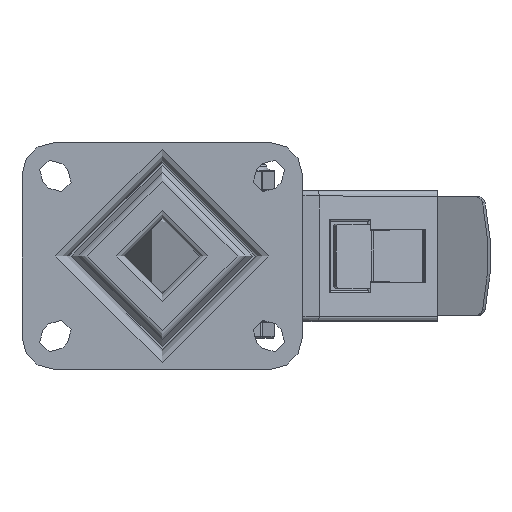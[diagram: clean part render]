
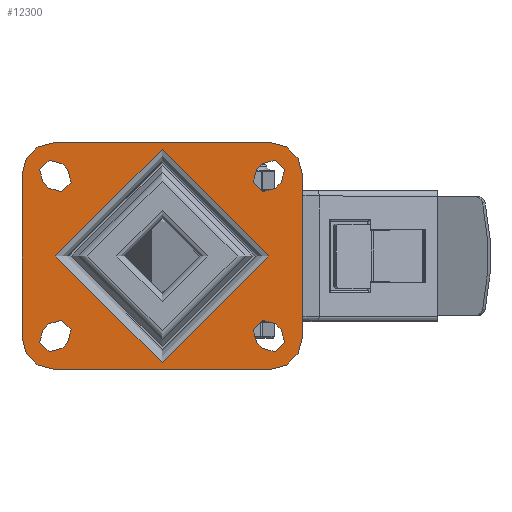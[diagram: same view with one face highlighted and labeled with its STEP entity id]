
A CAD part, top view. The second image highlights one B-rep face of the part: STEP entity #12300.
In plain terms, the highlighted planar face has unit normal (0, 0, 1).
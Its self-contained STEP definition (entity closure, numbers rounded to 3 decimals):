
#545=FACE_BOUND('',#1882,.T.);
#546=FACE_BOUND('',#1883,.T.);
#547=FACE_BOUND('',#1884,.T.);
#548=FACE_BOUND('',#1885,.T.);
#549=FACE_BOUND('',#1886,.T.);
#708=PLANE('',#13345);
#1173=FACE_OUTER_BOUND('',#1881,.T.);
#1881=EDGE_LOOP('',(#9215,#9216,#9217,#9218,#9219,#9220,#9221,#9222));
#1882=EDGE_LOOP('',(#9223));
#1883=EDGE_LOOP('',(#9224,#9225,#9226,#9227));
#1884=EDGE_LOOP('',(#9228,#9229,#9230,#9231));
#1885=EDGE_LOOP('',(#9232,#9233,#9234,#9235));
#1886=EDGE_LOOP('',(#9236,#9237,#9238,#9239));
#2853=LINE('',#18756,#4008);
#2854=LINE('',#18757,#4009);
#2855=LINE('',#18758,#4010);
#2856=LINE('',#18759,#4011);
#2857=LINE('',#18760,#4012);
#2858=LINE('',#18761,#4013);
#2859=LINE('',#18762,#4014);
#2860=LINE('',#18763,#4015);
#2861=LINE('',#18764,#4016);
#2862=LINE('',#18765,#4017);
#2863=LINE('',#18766,#4018);
#2864=LINE('',#18767,#4019);
#4008=VECTOR('',#15208,1000.);
#4009=VECTOR('',#15209,1000.);
#4010=VECTOR('',#15210,1000.);
#4011=VECTOR('',#15211,1000.);
#4012=VECTOR('',#15212,1000.);
#4013=VECTOR('',#15213,1000.);
#4014=VECTOR('',#15214,1000.);
#4015=VECTOR('',#15215,1000.);
#4016=VECTOR('',#15216,1000.);
#4017=VECTOR('',#15217,1000.);
#4018=VECTOR('',#15218,1000.);
#4019=VECTOR('',#15219,1000.);
#4786=CIRCLE('',#13041,5.);
#4789=CIRCLE('',#13045,5.);
#4790=CIRCLE('',#13047,5.);
#4793=CIRCLE('',#13051,5.);
#4794=CIRCLE('',#13053,5.);
#4797=CIRCLE('',#13057,5.);
#4798=CIRCLE('',#13059,5.);
#4801=CIRCLE('',#13063,5.);
#4803=CIRCLE('',#13066,12.);
#4805=CIRCLE('',#13069,12.);
#4807=CIRCLE('',#13072,12.);
#4809=CIRCLE('',#13075,12.);
#4818=CIRCLE('',#13089,40.);
#5235=VERTEX_POINT('',#17724);
#5236=VERTEX_POINT('',#17725);
#5241=VERTEX_POINT('',#17736);
#5242=VERTEX_POINT('',#17738);
#5243=VERTEX_POINT('',#17742);
#5244=VERTEX_POINT('',#17743);
#5249=VERTEX_POINT('',#17754);
#5250=VERTEX_POINT('',#17756);
#5251=VERTEX_POINT('',#17760);
#5252=VERTEX_POINT('',#17761);
#5257=VERTEX_POINT('',#17772);
#5258=VERTEX_POINT('',#17774);
#5259=VERTEX_POINT('',#17778);
#5260=VERTEX_POINT('',#17779);
#5265=VERTEX_POINT('',#17790);
#5266=VERTEX_POINT('',#17792);
#5269=VERTEX_POINT('',#17799);
#5270=VERTEX_POINT('',#17801);
#5273=VERTEX_POINT('',#17808);
#5274=VERTEX_POINT('',#17810);
#5277=VERTEX_POINT('',#17817);
#5278=VERTEX_POINT('',#17819);
#5281=VERTEX_POINT('',#17826);
#5282=VERTEX_POINT('',#17828);
#5289=VERTEX_POINT('',#17852);
#6410=EDGE_CURVE('',#5235,#5236,#4786,.T.);
#6416=EDGE_CURVE('',#5241,#5242,#4789,.T.);
#6418=EDGE_CURVE('',#5243,#5244,#4790,.T.);
#6424=EDGE_CURVE('',#5249,#5250,#4793,.T.);
#6426=EDGE_CURVE('',#5251,#5252,#4794,.T.);
#6432=EDGE_CURVE('',#5257,#5258,#4797,.T.);
#6434=EDGE_CURVE('',#5259,#5260,#4798,.T.);
#6440=EDGE_CURVE('',#5265,#5266,#4801,.T.);
#6444=EDGE_CURVE('',#5269,#5270,#4803,.T.);
#6448=EDGE_CURVE('',#5273,#5274,#4805,.T.);
#6452=EDGE_CURVE('',#5277,#5278,#4807,.T.);
#6456=EDGE_CURVE('',#5281,#5282,#4809,.T.);
#6468=EDGE_CURVE('',#5289,#5289,#4818,.T.);
#6924=EDGE_CURVE('',#5278,#5281,#2853,.T.);
#6925=EDGE_CURVE('',#5274,#5277,#2854,.T.);
#6926=EDGE_CURVE('',#5270,#5273,#2855,.T.);
#6927=EDGE_CURVE('',#5282,#5269,#2856,.T.);
#6928=EDGE_CURVE('',#5260,#5265,#2857,.T.);
#6929=EDGE_CURVE('',#5266,#5259,#2858,.T.);
#6930=EDGE_CURVE('',#5252,#5257,#2859,.T.);
#6931=EDGE_CURVE('',#5258,#5251,#2860,.T.);
#6932=EDGE_CURVE('',#5244,#5249,#2861,.T.);
#6933=EDGE_CURVE('',#5250,#5243,#2862,.T.);
#6934=EDGE_CURVE('',#5236,#5241,#2863,.T.);
#6935=EDGE_CURVE('',#5242,#5235,#2864,.T.);
#9215=ORIENTED_EDGE('',*,*,#6456,.F.);
#9216=ORIENTED_EDGE('',*,*,#6924,.F.);
#9217=ORIENTED_EDGE('',*,*,#6452,.F.);
#9218=ORIENTED_EDGE('',*,*,#6925,.F.);
#9219=ORIENTED_EDGE('',*,*,#6448,.F.);
#9220=ORIENTED_EDGE('',*,*,#6926,.F.);
#9221=ORIENTED_EDGE('',*,*,#6444,.F.);
#9222=ORIENTED_EDGE('',*,*,#6927,.F.);
#9223=ORIENTED_EDGE('',*,*,#6468,.F.);
#9224=ORIENTED_EDGE('',*,*,#6440,.F.);
#9225=ORIENTED_EDGE('',*,*,#6928,.F.);
#9226=ORIENTED_EDGE('',*,*,#6434,.F.);
#9227=ORIENTED_EDGE('',*,*,#6929,.F.);
#9228=ORIENTED_EDGE('',*,*,#6432,.F.);
#9229=ORIENTED_EDGE('',*,*,#6930,.F.);
#9230=ORIENTED_EDGE('',*,*,#6426,.F.);
#9231=ORIENTED_EDGE('',*,*,#6931,.F.);
#9232=ORIENTED_EDGE('',*,*,#6424,.F.);
#9233=ORIENTED_EDGE('',*,*,#6932,.F.);
#9234=ORIENTED_EDGE('',*,*,#6418,.F.);
#9235=ORIENTED_EDGE('',*,*,#6933,.F.);
#9236=ORIENTED_EDGE('',*,*,#6416,.F.);
#9237=ORIENTED_EDGE('',*,*,#6934,.F.);
#9238=ORIENTED_EDGE('',*,*,#6410,.F.);
#9239=ORIENTED_EDGE('',*,*,#6935,.F.);
#12300=ADVANCED_FACE('',(#1173,#545,#546,#547,#548,#549),#708,.T.);
#13041=AXIS2_PLACEMENT_3D('',#17726,#14221,#14222);
#13045=AXIS2_PLACEMENT_3D('',#17739,#14232,#14233);
#13047=AXIS2_PLACEMENT_3D('',#17744,#14237,#14238);
#13051=AXIS2_PLACEMENT_3D('',#17757,#14248,#14249);
#13053=AXIS2_PLACEMENT_3D('',#17762,#14253,#14254);
#13057=AXIS2_PLACEMENT_3D('',#17775,#14264,#14265);
#13059=AXIS2_PLACEMENT_3D('',#17780,#14269,#14270);
#13063=AXIS2_PLACEMENT_3D('',#17793,#14280,#14281);
#13066=AXIS2_PLACEMENT_3D('',#17802,#14288,#14289);
#13069=AXIS2_PLACEMENT_3D('',#17811,#14296,#14297);
#13072=AXIS2_PLACEMENT_3D('',#17820,#14304,#14305);
#13075=AXIS2_PLACEMENT_3D('',#17829,#14312,#14313);
#13089=AXIS2_PLACEMENT_3D('',#17853,#14343,#14344);
#13345=AXIS2_PLACEMENT_3D('',#18755,#15206,#15207);
#14221=DIRECTION('center_axis',(0.,0.,1.));
#14222=DIRECTION('ref_axis',(-1.,0.,0.));
#14232=DIRECTION('center_axis',(0.,0.,1.));
#14233=DIRECTION('ref_axis',(-1.,0.,0.));
#14237=DIRECTION('center_axis',(0.,0.,1.));
#14238=DIRECTION('ref_axis',(-1.,0.,0.));
#14248=DIRECTION('center_axis',(0.,0.,1.));
#14249=DIRECTION('ref_axis',(-1.,0.,0.));
#14253=DIRECTION('center_axis',(0.,0.,1.));
#14254=DIRECTION('ref_axis',(1.,0.,0.));
#14264=DIRECTION('center_axis',(0.,0.,1.));
#14265=DIRECTION('ref_axis',(1.,0.,0.));
#14269=DIRECTION('center_axis',(0.,0.,1.));
#14270=DIRECTION('ref_axis',(1.,0.,0.));
#14280=DIRECTION('center_axis',(0.,0.,1.));
#14281=DIRECTION('ref_axis',(1.,0.,0.));
#14288=DIRECTION('center_axis',(0.,0.,-1.));
#14289=DIRECTION('ref_axis',(-0.707,0.707,0.));
#14296=DIRECTION('center_axis',(0.,0.,-1.));
#14297=DIRECTION('ref_axis',(0.707,0.707,0.));
#14304=DIRECTION('center_axis',(0.,0.,-1.));
#14305=DIRECTION('ref_axis',(0.707,-0.707,0.));
#14312=DIRECTION('center_axis',(0.,0.,-1.));
#14313=DIRECTION('ref_axis',(-0.707,-0.707,0.));
#14343=DIRECTION('center_axis',(0.,0.,1.));
#14344=DIRECTION('ref_axis',(1.,0.,0.));
#15206=DIRECTION('center_axis',(0.,0.,1.));
#15207=DIRECTION('ref_axis',(1.,0.,0.));
#15208=DIRECTION('',(-1.,0.,0.));
#15209=DIRECTION('',(0.,-1.,0.));
#15210=DIRECTION('',(1.,0.,0.));
#15211=DIRECTION('',(0.,1.,0.));
#15212=DIRECTION('',(0.707,-0.707,0.));
#15213=DIRECTION('',(-0.707,0.707,0.));
#15214=DIRECTION('',(0.707,0.707,0.));
#15215=DIRECTION('',(-0.707,-0.707,0.));
#15216=DIRECTION('',(-0.707,-0.707,0.));
#15217=DIRECTION('',(0.707,0.707,0.));
#15218=DIRECTION('',(-0.707,0.707,0.));
#15219=DIRECTION('',(0.707,-0.707,0.));
#17724=CARTESIAN_POINT('',(37.525,-34.596,2.5));
#17725=CARTESIAN_POINT('',(44.596,-27.525,2.5));
#17726=CARTESIAN_POINT('Origin',(41.061,-31.061,2.5));
#17736=CARTESIAN_POINT('',(42.475,-25.404,2.5));
#17738=CARTESIAN_POINT('',(35.404,-32.475,2.5));
#17739=CARTESIAN_POINT('Origin',(38.939,-28.939,2.5));
#17742=CARTESIAN_POINT('',(44.596,27.525,2.5));
#17743=CARTESIAN_POINT('',(37.525,34.596,2.5));
#17744=CARTESIAN_POINT('Origin',(41.061,31.061,2.5));
#17754=CARTESIAN_POINT('',(35.404,32.475,2.5));
#17756=CARTESIAN_POINT('',(42.475,25.404,2.5));
#17757=CARTESIAN_POINT('Origin',(38.939,28.939,2.5));
#17760=CARTESIAN_POINT('',(-44.596,-27.525,2.5));
#17761=CARTESIAN_POINT('',(-37.525,-34.596,2.5));
#17762=CARTESIAN_POINT('Origin',(-41.061,-31.061,2.5));
#17772=CARTESIAN_POINT('',(-35.404,-32.475,2.5));
#17774=CARTESIAN_POINT('',(-42.475,-25.404,2.5));
#17775=CARTESIAN_POINT('Origin',(-38.939,-28.939,2.5));
#17778=CARTESIAN_POINT('',(-37.525,34.596,2.5));
#17779=CARTESIAN_POINT('',(-44.596,27.525,2.5));
#17780=CARTESIAN_POINT('Origin',(-41.061,31.061,2.5));
#17790=CARTESIAN_POINT('',(-42.475,25.404,2.5));
#17792=CARTESIAN_POINT('',(-35.404,32.475,2.5));
#17793=CARTESIAN_POINT('Origin',(-38.939,28.939,2.5));
#17799=CARTESIAN_POINT('',(-52.5,30.5,2.5));
#17801=CARTESIAN_POINT('',(-40.5,42.5,2.5));
#17802=CARTESIAN_POINT('Origin',(-40.5,30.5,2.5));
#17808=CARTESIAN_POINT('',(40.5,42.5,2.5));
#17810=CARTESIAN_POINT('',(52.5,30.5,2.5));
#17811=CARTESIAN_POINT('Origin',(40.5,30.5,2.5));
#17817=CARTESIAN_POINT('',(52.5,-30.5,2.5));
#17819=CARTESIAN_POINT('',(40.5,-42.5,2.5));
#17820=CARTESIAN_POINT('Origin',(40.5,-30.5,2.5));
#17826=CARTESIAN_POINT('',(-40.5,-42.5,2.5));
#17828=CARTESIAN_POINT('',(-52.5,-30.5,2.5));
#17829=CARTESIAN_POINT('Origin',(-40.5,-30.5,2.5));
#17852=CARTESIAN_POINT('',(40.,0.,2.5));
#17853=CARTESIAN_POINT('Origin',(0.,0.,2.5));
#18755=CARTESIAN_POINT('Origin',(0.,0.,2.5));
#18756=CARTESIAN_POINT('',(52.5,-42.5,2.5));
#18757=CARTESIAN_POINT('',(52.5,42.5,2.5));
#18758=CARTESIAN_POINT('',(-52.5,42.5,2.5));
#18759=CARTESIAN_POINT('',(-52.5,-42.5,2.5));
#18760=CARTESIAN_POINT('',(-44.596,27.525,2.5));
#18761=CARTESIAN_POINT('',(-37.525,34.596,2.5));
#18762=CARTESIAN_POINT('',(-37.525,-34.596,2.5));
#18763=CARTESIAN_POINT('',(-44.596,-27.525,2.5));
#18764=CARTESIAN_POINT('',(37.525,34.596,2.5));
#18765=CARTESIAN_POINT('',(44.596,27.525,2.5));
#18766=CARTESIAN_POINT('',(44.596,-27.525,2.5));
#18767=CARTESIAN_POINT('',(37.525,-34.596,2.5));
